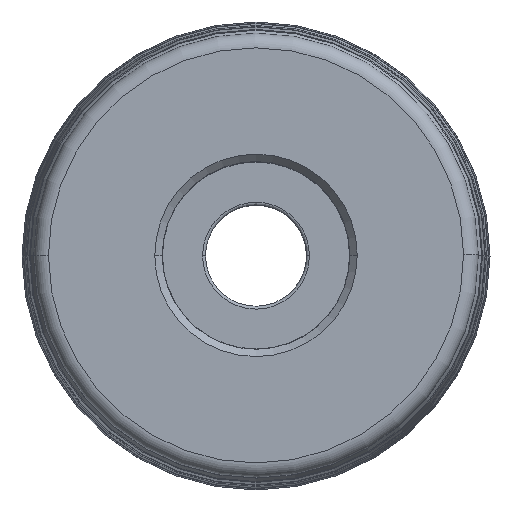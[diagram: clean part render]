
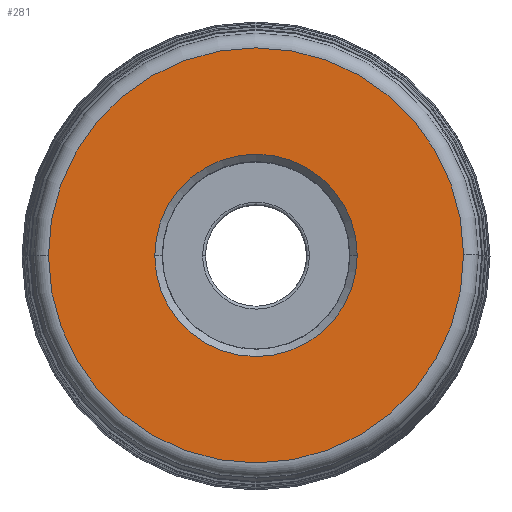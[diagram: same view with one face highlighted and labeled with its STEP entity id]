
A CAD part, top view. The second image highlights one B-rep face of the part: STEP entity #281.
In plain terms, the highlighted planar face has unit normal (0, 0, 1).
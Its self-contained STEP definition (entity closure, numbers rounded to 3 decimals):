
#60=PLANE('',#2833);
#69=FACE_BOUND('',#642,.T.);
#70=FACE_BOUND('',#643,.T.);
#281=ADVANCED_FACE('',(#69,#70),#60,.F.);
#642=EDGE_LOOP('',(#1126,#1127));
#643=EDGE_LOOP('',(#1128,#1129));
#1126=ORIENTED_EDGE('',*,*,#1776,.F.);
#1127=ORIENTED_EDGE('',*,*,#1775,.F.);
#1128=ORIENTED_EDGE('',*,*,#1777,.F.);
#1129=ORIENTED_EDGE('',*,*,#1778,.F.);
#1486=VERTEX_POINT('',#5195);
#1487=VERTEX_POINT('',#5197);
#1488=VERTEX_POINT('',#5202);
#1489=VERTEX_POINT('',#5203);
#1775=EDGE_CURVE('',#1487,#1486,#2158,.T.);
#1776=EDGE_CURVE('',#1486,#1487,#2159,.T.);
#1777=EDGE_CURVE('',#1488,#1489,#2160,.T.);
#1778=EDGE_CURVE('',#1489,#1488,#2161,.T.);
#2158=CIRCLE('',#2828,28.163);
#2159=CIRCLE('',#2830,28.163);
#2160=CIRCLE('',#2831,13.735);
#2161=CIRCLE('',#2832,13.735);
#2828=AXIS2_PLACEMENT_3D('',#5198,#3541,#3542);
#2830=AXIS2_PLACEMENT_3D('',#5200,#3545,#3546);
#2831=AXIS2_PLACEMENT_3D('',#5201,#3547,#3548);
#2832=AXIS2_PLACEMENT_3D('',#5204,#3549,#3550);
#2833=AXIS2_PLACEMENT_3D('',#5205,#3551,#3552);
#3541=DIRECTION('',(0.,0.,-1.));
#3542=DIRECTION('',(-1.,-0.002,0.));
#3545=DIRECTION('',(0.,0.,-1.));
#3546=DIRECTION('',(1.,0.002,0.));
#3547=DIRECTION('',(0.,0.,1.));
#3548=DIRECTION('',(1.,0.002,0.));
#3549=DIRECTION('',(0.,0.,1.));
#3550=DIRECTION('',(-1.,-0.002,0.));
#3551=DIRECTION('',(0.,0.,-1.));
#3552=DIRECTION('',(1.,0.002,0.));
#5195=CARTESIAN_POINT('',(28.162,0.068,0.));
#5197=CARTESIAN_POINT('',(-28.162,-0.068,0.));
#5198=CARTESIAN_POINT('',(0.,0.,0.));
#5200=CARTESIAN_POINT('',(0.,0.,0.));
#5201=CARTESIAN_POINT('',(0.,0.,0.));
#5202=CARTESIAN_POINT('',(13.735,0.033,0.));
#5203=CARTESIAN_POINT('',(-13.735,-0.033,0.));
#5204=CARTESIAN_POINT('',(0.,0.,0.));
#5205=CARTESIAN_POINT('',(0.,0.,0.));
